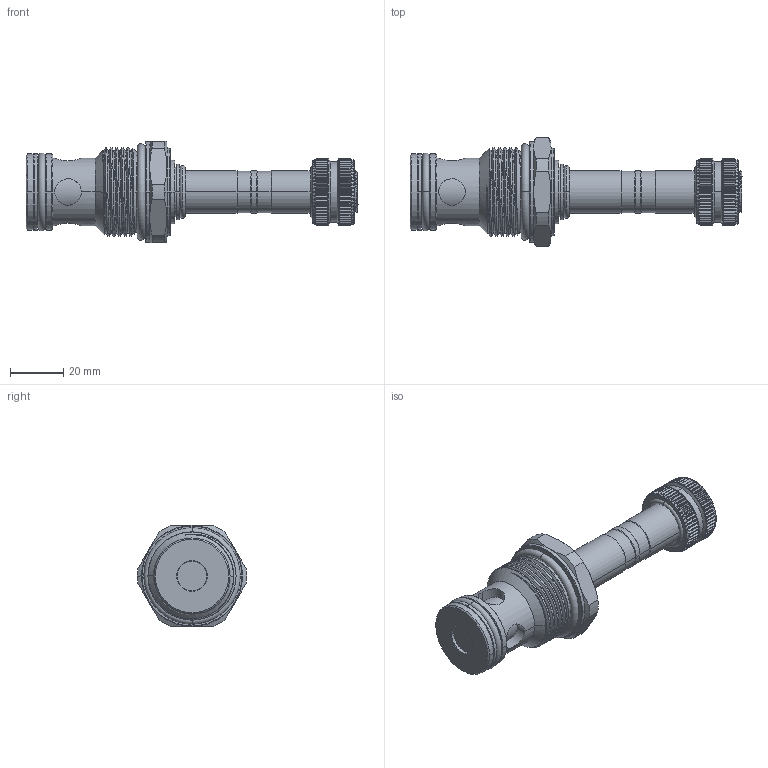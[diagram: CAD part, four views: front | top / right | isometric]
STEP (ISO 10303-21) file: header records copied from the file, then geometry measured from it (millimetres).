
FILE_DESCRIPTION (( 'STEP AP203' ), '1' );
FILE_NAME ('EP16W2C01N05.STEP', '2024-08-15T01:54:47', ( '' ), ( '' ), 'SwSTEP 2.0', 'SolidWorks 2018', '' );
FILE_SCHEMA (( 'CONFIG_CONTROL_DESIGN' ));
Length unit declared in the file: millimetre
Products named in the file (1): EP16W2C01N05
Bounding box: 124.85 x 41.1 x 38 mm (x, y, z)
Volume: 59385 mm3; surface area: 17970.8 mm2
Topology: 4 solids, 4 shells, 1045 faces, 2738 edges, 1724 vertices
Faces by surface type: cylinder 421, plane 419, cone 158, torus 30, bspline 17
Entity records: 39699 total; most frequent: CARTESIAN_POINT 14960, ORIENTED_EDGE 5476, DIRECTION 4844, EDGE_CURVE 2738, AXIS2_PLACEMENT_3D 1884, VERTEX_POINT 1724, LINE 1076, VECTOR 1076
